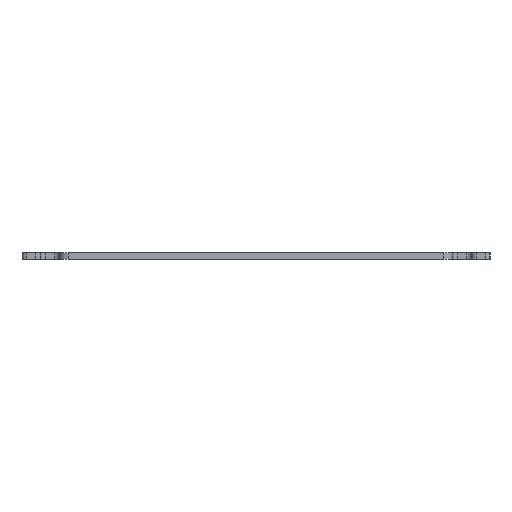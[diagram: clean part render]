
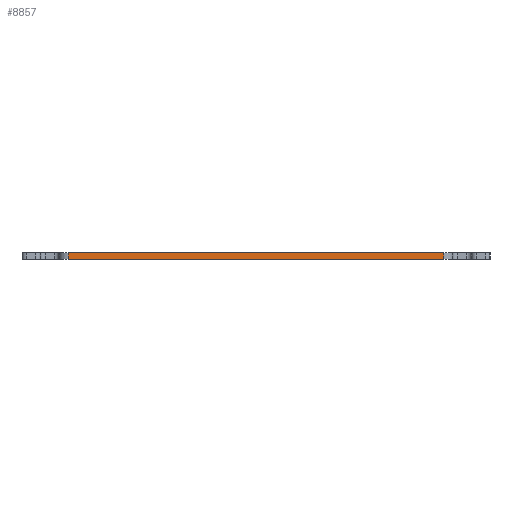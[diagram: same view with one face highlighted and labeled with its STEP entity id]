
A CAD part, left-side view. The second image highlights one B-rep face of the part: STEP entity #8857.
In plain terms, the highlighted planar face has unit normal (-1, 0, 0).
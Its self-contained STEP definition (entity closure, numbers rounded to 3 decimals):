
#1140=FACE_OUTER_BOUND('',#1653,.T.);
#1653=EDGE_LOOP('',(#8103,#8104,#8105,#8106));
#1742=LINE('',#12556,#2621);
#2019=LINE('',#13565,#2898);
#2532=LINE('',#14930,#3411);
#2533=LINE('',#14932,#3412);
#2621=VECTOR('',#9911,10.);
#2898=VECTOR('',#10738,10.);
#3411=VECTOR('',#12283,10.);
#3412=VECTOR('',#12286,10.);
#3517=VERTEX_POINT('',#12553);
#3518=VERTEX_POINT('',#12555);
#3974=VERTEX_POINT('',#13562);
#3975=VERTEX_POINT('',#13564);
#4396=EDGE_CURVE('',#3517,#3518,#1742,.T.);
#4903=EDGE_CURVE('',#3974,#3975,#2019,.T.);
#5586=EDGE_CURVE('',#3517,#3975,#2532,.T.);
#5587=EDGE_CURVE('',#3518,#3974,#2533,.T.);
#8103=ORIENTED_EDGE('',*,*,#4396,.F.);
#8104=ORIENTED_EDGE('',*,*,#5586,.T.);
#8105=ORIENTED_EDGE('',*,*,#4903,.F.);
#8106=ORIENTED_EDGE('',*,*,#5587,.F.);
#8435=PLANE('',#9735);
#8857=ADVANCED_FACE('',(#1140),#8435,.T.);
#9735=AXIS2_PLACEMENT_3D('',#14931,#12284,#12285);
#9911=DIRECTION('',(0.,1.,0.));
#10738=DIRECTION('',(0.,-1.,0.));
#12283=DIRECTION('',(0.,0.,1.));
#12284=DIRECTION('center_axis',(-1.,0.,
0.));
#12285=DIRECTION('ref_axis',(0.,-1.,0.));
#12286=DIRECTION('',(0.,0.,1.));
#12553=CARTESIAN_POINT('',(22.6,-103.4,4.6));
#12555=CARTESIAN_POINT('',(22.6,-22.4,4.6));
#12556=CARTESIAN_POINT('',(22.6,-103.4,4.6));
#13562=CARTESIAN_POINT('',(22.6,-22.4,6.1));
#13564=CARTESIAN_POINT('',(22.6,-103.4,6.1));
#13565=CARTESIAN_POINT('',(22.6,-103.4,6.1));
#14930=CARTESIAN_POINT('',(22.6,-103.4,4.6));
#14931=CARTESIAN_POINT('Origin',(22.6,-22.4,4.6));
#14932=CARTESIAN_POINT('',(22.6,-22.4,4.6));
